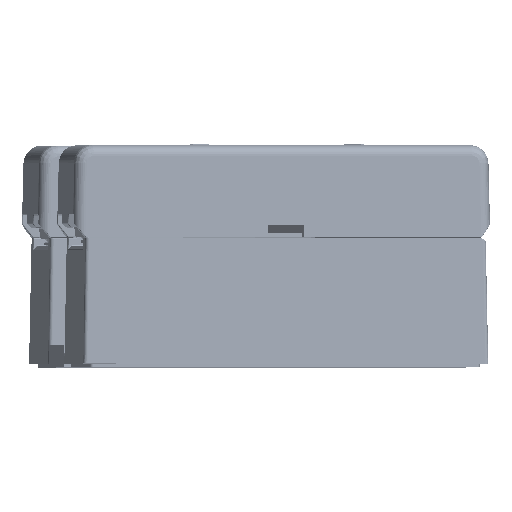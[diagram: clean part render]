
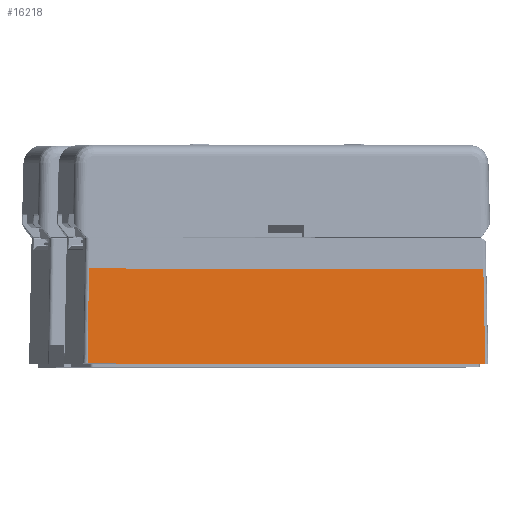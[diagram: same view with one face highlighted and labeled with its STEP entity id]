
A CAD part, top view. The second image highlights one B-rep face of the part: STEP entity #16218.
In plain terms, the highlighted planar face has unit normal (0.174, 0.018, 0.985).
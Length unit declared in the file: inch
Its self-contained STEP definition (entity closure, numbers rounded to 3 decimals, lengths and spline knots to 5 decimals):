
#16218 = ADVANCED_FACE ( 'NONE', ( #271580 ), #374131, .T. ) ;
#34564 = LINE ( 'NONE', #352456, #257762 ) ;
#41801 = CARTESIAN_POINT ( 'NONE',  ( 1.21417, -0.22256, 0.22654 ) ) ;
#65283 = CARTESIAN_POINT ( 'NONE',  ( 1.19447, -0.22256, 0.23001 ) ) ;
#84116 = DIRECTION ( 'NONE',  ( -0.003, 1., -0.017 ) ) ;
#94644 = LINE ( 'NONE', #436576, #541345 ) ;
#98762 = VECTOR ( 'NONE', #191869, 39.37008 ) ;
#100973 = DIRECTION ( 'NONE',  ( -0.014, -1., 0.02 ) ) ;
#104540 = CARTESIAN_POINT ( 'NONE',  ( -0.98196, -0.22256, 0.61378 ) ) ;
#138900 = EDGE_LOOP ( 'NONE', ( #424799, #221799, #365938, #267201 ) ) ;
#142716 = DIRECTION ( 'NONE',  ( 0.985, 0., -0.174 ) ) ;
#179295 = LINE ( 'NONE', #190711, #514541 ) ;
#190711 = CARTESIAN_POINT ( 'NONE',  ( 1.0304, 0.29744, 0.24973 ) ) ;
#191869 = DIRECTION ( 'NONE',  ( -0.02, 1., -0.014 ) ) ;
#210429 = LINE ( 'NONE', #65283, #98762 ) ;
#210571 = CARTESIAN_POINT ( 'NONE',  ( 1.18396, 0.29744, 0.22265 ) ) ;
#221372 = EDGE_CURVE ( 'NONE', #242151, #295200, #179295, .T. ) ;
#221799 = ORIENTED_EDGE ( 'NONE', *, *, #360551, .T. ) ;
#242151 = VERTEX_POINT ( 'NONE', #523089 ) ;
#244633 = VERTEX_POINT ( 'NONE', #376816 ) ;
#257762 = VECTOR ( 'NONE', #100973, 39.37008 ) ;
#267201 = ORIENTED_EDGE ( 'NONE', *, *, #530446, .T. ) ;
#271580 = FACE_OUTER_BOUND ( 'NONE', #138900, .T. ) ;
#295200 = VERTEX_POINT ( 'NONE', #210571 ) ;
#296129 = AXIS2_PLACEMENT_3D ( 'NONE', #41801, #335665, #84116 ) ;
#335665 = DIRECTION ( 'NONE',  ( 0.174, 0.017, 0.985 ) ) ;
#352456 = CARTESIAN_POINT ( 'NONE',  ( -0.97459, 0.29744, 0.60326 ) ) ;
#360551 = EDGE_CURVE ( 'NONE', #244633, #295200, #210429, .T. ) ;
#365938 = ORIENTED_EDGE ( 'NONE', *, *, #221372, .F. ) ;
#374131 = PLANE ( 'NONE',  #296129 ) ;
#376816 = CARTESIAN_POINT ( 'NONE',  ( 1.19447, -0.22256, 0.23001 ) ) ;
#384144 = VERTEX_POINT ( 'NONE', #104540 ) ;
#424799 = ORIENTED_EDGE ( 'NONE', *, *, #536640, .T. ) ;
#436576 = CARTESIAN_POINT ( 'NONE',  ( 1.21417, -0.22256, 0.22654 ) ) ;
#514541 = VECTOR ( 'NONE', #526869, 39.37008 ) ;
#523089 = CARTESIAN_POINT ( 'NONE',  ( -0.97459, 0.29744, 0.60326 ) ) ;
#526869 = DIRECTION ( 'NONE',  ( 0.985, 0., -0.174 ) ) ;
#530446 = EDGE_CURVE ( 'NONE', #242151, #384144, #34564, .T. ) ;
#536640 = EDGE_CURVE ( 'NONE', #384144, #244633, #94644, .T. ) ;
#541345 = VECTOR ( 'NONE', #142716, 39.37008 ) ;
